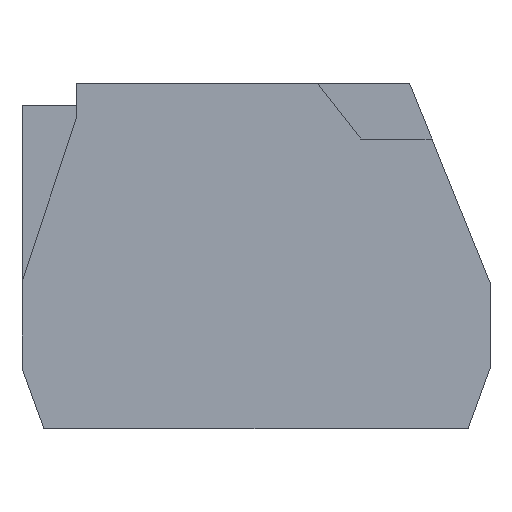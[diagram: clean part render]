
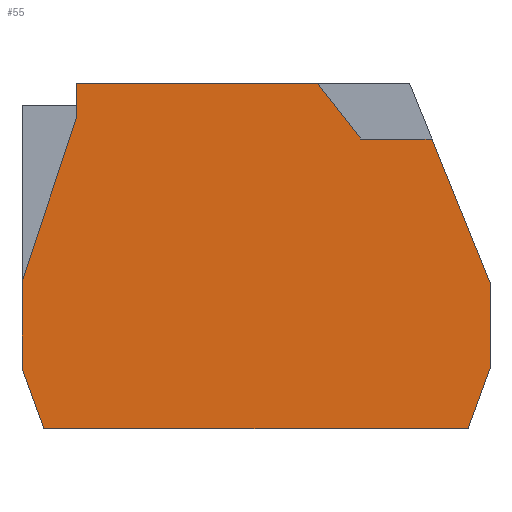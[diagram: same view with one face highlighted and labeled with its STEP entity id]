
A CAD part, left-side view. The second image highlights one B-rep face of the part: STEP entity #55.
In plain terms, the highlighted planar face has unit normal (-1, 0, 0).
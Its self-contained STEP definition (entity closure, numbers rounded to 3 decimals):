
#55=ADVANCED_FACE('',(#103),#104,.F.);
#103=FACE_OUTER_BOUND('',#181,.T.);
#104=PLANE('',#182);
#181=EDGE_LOOP('',(#318,#319,#320,#321,#322,#323,#324,#325,#326,#327,#328));
#182=AXIS2_PLACEMENT_3D('',#329,#330,#331);
#318=ORIENTED_EDGE('',*,*,#553,.F.);
#319=ORIENTED_EDGE('',*,*,#572,.T.);
#320=ORIENTED_EDGE('',*,*,#573,.F.);
#321=ORIENTED_EDGE('',*,*,#574,.T.);
#322=ORIENTED_EDGE('',*,*,#575,.F.);
#323=ORIENTED_EDGE('',*,*,#576,.T.);
#324=ORIENTED_EDGE('',*,*,#577,.T.);
#325=ORIENTED_EDGE('',*,*,#578,.T.);
#326=ORIENTED_EDGE('',*,*,#579,.F.);
#327=ORIENTED_EDGE('',*,*,#580,.T.);
#328=ORIENTED_EDGE('',*,*,#581,.T.);
#329=CARTESIAN_POINT('',(5.05,-16.0,-30.1));
#330=DIRECTION('',(1.0,0.0,0.0));
#331=DIRECTION('',(0.0,1.0,-0.0));
#553=EDGE_CURVE('',#656,#658,#659,.T.);
#572=EDGE_CURVE('',#656,#691,#693,.T.);
#573=EDGE_CURVE('',#694,#691,#695,.T.);
#574=EDGE_CURVE('',#694,#696,#697,.T.);
#575=EDGE_CURVE('',#698,#696,#699,.T.);
#576=EDGE_CURVE('',#698,#700,#701,.T.);
#577=EDGE_CURVE('',#700,#702,#703,.T.);
#578=EDGE_CURVE('',#702,#704,#705,.T.);
#579=EDGE_CURVE('',#706,#704,#707,.T.);
#580=EDGE_CURVE('',#706,#708,#709,.T.);
#581=EDGE_CURVE('',#708,#658,#710,.T.);
#656=VERTEX_POINT('',#826);
#658=VERTEX_POINT('',#829);
#659=LINE('',#830,#831);
#691=VERTEX_POINT('',#880);
#693=LINE('',#883,#884);
#694=VERTEX_POINT('',#885);
#695=LINE('',#886,#887);
#696=VERTEX_POINT('',#888);
#697=LINE('',#889,#890);
#698=VERTEX_POINT('',#891);
#699=LINE('',#892,#893);
#700=VERTEX_POINT('',#894);
#701=LINE('',#895,#896);
#702=VERTEX_POINT('',#897);
#703=LINE('',#898,#899);
#704=VERTEX_POINT('',#900);
#705=LINE('',#901,#902);
#706=VERTEX_POINT('',#903);
#707=LINE('',#904,#905);
#708=VERTEX_POINT('',#906);
#709=LINE('',#907,#908);
#710=LINE('',#909,#910);
#826=CARTESIAN_POINT('',(5.05,16.0,-25.979));
#829=CARTESIAN_POINT('',(5.05,16.0,-20.113));
#830=CARTESIAN_POINT('',(5.05,16.0,-25.979));
#831=VECTOR('',#1149,5.866);
#880=CARTESIAN_POINT('',(5.05,14.5,-30.1));
#883=CARTESIAN_POINT('',(5.05,16.0,-25.979));
#884=VECTOR('',#1168,4.386);
#885=CARTESIAN_POINT('',(5.05,-14.5,-30.1));
#886=CARTESIAN_POINT('',(5.05,-14.5,-30.1));
#887=VECTOR('',#1169,29.0);
#888=CARTESIAN_POINT('',(5.05,-16.0,-25.979));
#889=CARTESIAN_POINT('',(5.05,-14.5,-30.1));
#890=VECTOR('',#1170,4.386);
#891=CARTESIAN_POINT('',(5.05,-16.0,-20.113));
#892=CARTESIAN_POINT('',(5.05,-16.0,-20.113));
#893=VECTOR('',#1171,5.866);
#894=CARTESIAN_POINT('',(5.05,-12.035,-10.3));
#895=CARTESIAN_POINT('',(5.05,-16.0,-20.113));
#896=VECTOR('',#1172,10.584);
#897=CARTESIAN_POINT('',(5.05,-7.169,-10.3));
#898=CARTESIAN_POINT('',(5.05,-12.035,-10.3));
#899=VECTOR('',#1173,4.866);
#900=CARTESIAN_POINT('',(5.05,-4.2,-6.5));
#901=CARTESIAN_POINT('',(5.05,-7.169,-10.3));
#902=VECTOR('',#1174,4.822);
#903=CARTESIAN_POINT('',(5.05,12.3,-6.5));
#904=CARTESIAN_POINT('',(5.05,12.3,-6.5));
#905=VECTOR('',#1175,16.5);
#906=CARTESIAN_POINT('',(5.05,12.3,-8.9));
#907=CARTESIAN_POINT('',(5.05,12.3,-6.5));
#908=VECTOR('',#1176,2.4);
#909=CARTESIAN_POINT('',(5.05,12.3,-8.9));
#910=VECTOR('',#1177,11.808);
#1149=DIRECTION('',(0.0,0.0,1.0));
#1168=DIRECTION('',(0.0,-0.342,-0.94));
#1169=DIRECTION('',(0.0,1.0,0.0));
#1170=DIRECTION('',(0.0,-0.342,0.94));
#1171=DIRECTION('',(0.0,0.,-1.0));
#1172=DIRECTION('',(0.,0.375,0.927));
#1173=DIRECTION('',(0.0,1.0,0.));
#1174=DIRECTION('',(0.,0.616,0.788));
#1175=DIRECTION('',(0.,-1.0,0.0));
#1176=DIRECTION('',(0.0,0.0,-1.0));
#1177=DIRECTION('',(0.0,0.313,-0.95));
